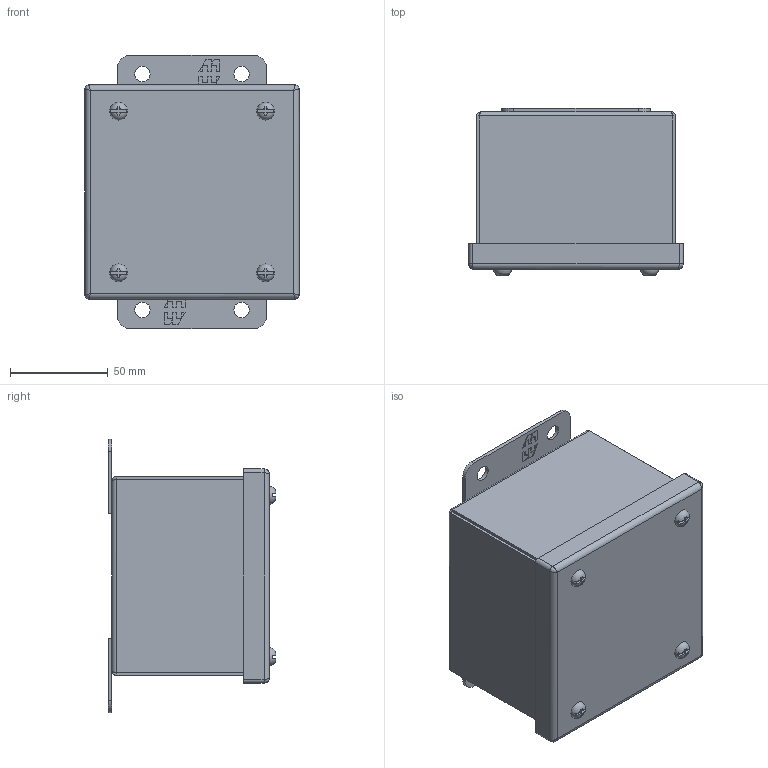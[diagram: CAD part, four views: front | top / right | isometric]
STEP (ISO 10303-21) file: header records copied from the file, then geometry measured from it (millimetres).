
FILE_DESCRIPTION (( 'STEP AP214' ), '1' );
FILE_NAME ('1414SCA.STEP', '2019-09-14T01:37:06', ( '' ), ( '' ), 'SwSTEP 2.0', 'SolidWorks 2018', '' );
FILE_SCHEMA (( 'AUTOMOTIVE_DESIGN' ));
Length unit declared in the file: inch
Products named in the file (1): 1414SCA
Bounding box: 109.52 x 85.64 x 139.7 mm (x, y, z)
Volume: 134570.8 mm3; surface area: 155452.2 mm2
Topology: 19 solids, 19 shells, 518 faces, 1279 edges, 817 vertices
Faces by surface type: plane 354, cylinder 120, bspline 28, cone 12, torus 4
Full cylindrical faces by diameter (mm): 3.759 x4, 3.967 x1, 4.039 x4, 4.775 x1, 4.826 x4, 6.35 x1, 6.985 x4, 7.938 x4, 9.525 x1, 9.906 x4
Entity records: 21130 total; most frequent: CARTESIAN_POINT 9079, ORIENTED_EDGE 2408, DIRECTION 2288, EDGE_CURVE 1204, LINE 858, VECTOR 858, VERTEX_POINT 798, AXIS2_PLACEMENT_3D 715
